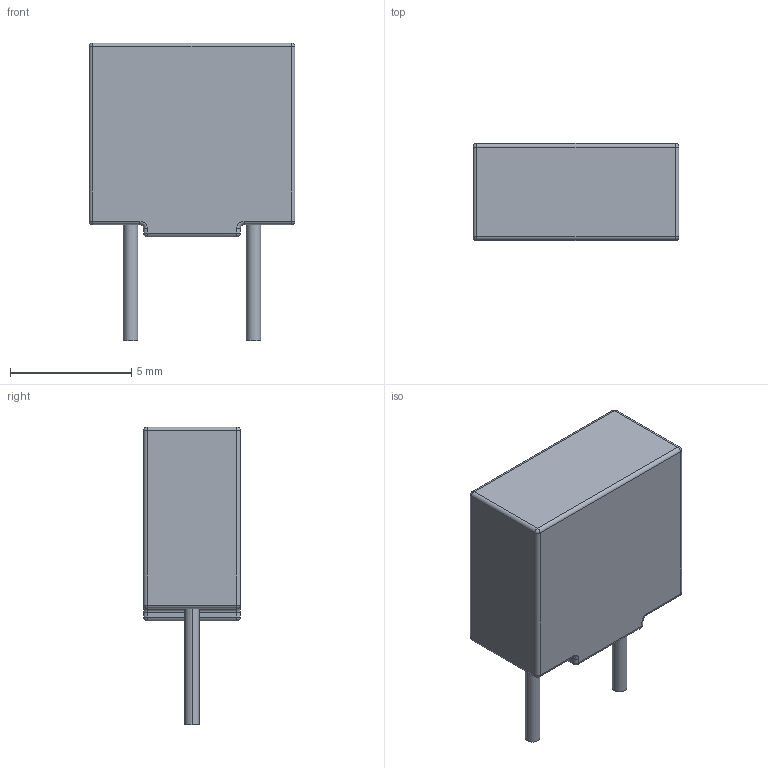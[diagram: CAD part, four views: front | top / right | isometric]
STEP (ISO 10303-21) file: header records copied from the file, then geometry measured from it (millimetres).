
FILE_DESCRIPTION (( 'STEP AP214' ), '1' );
FILE_NAME ('39511000440.STEP', '2023-02-03T03:09:03', ( '' ), ( '' ), 'SwSTEP 2.0', 'SolidWorks 2022', '' );
FILE_SCHEMA (( 'AUTOMOTIVE_DESIGN' ));
Length unit declared in the file: millimetre
Products named in the file (1): 39511000440
Bounding box: 8.5 x 4 x 12.3 mm (x, y, z)
Volume: 265.3 mm3; surface area: 276.4 mm2
Topology: 3 solids, 3 shells, 58 faces, 124 edges, 60 vertices
Faces by surface type: cylinder 28, plane 14, sphere 12, torus 4
Entity records: 2134 total; most frequent: DIRECTION 290, CARTESIAN_POINT 231, ORIENTED_EDGE 224, AXIS2_PLACEMENT_3D 119, EDGE_CURVE 112, UNCERTAINTY_MEASURE_WITH_UNIT 63, FILL_AREA_STYLE_COLOUR 62, PRESENTATION_STYLE_ASSIGNMENT 62
